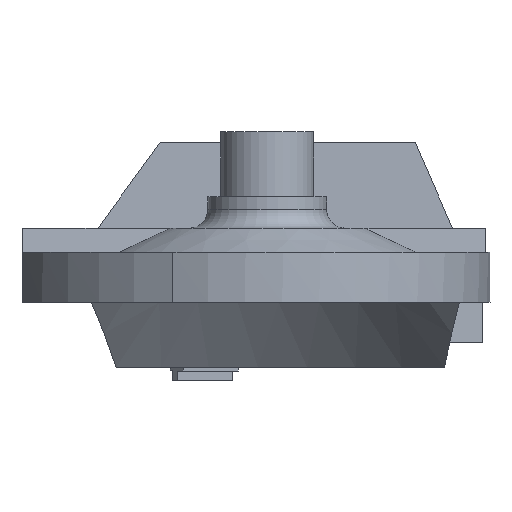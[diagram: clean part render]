
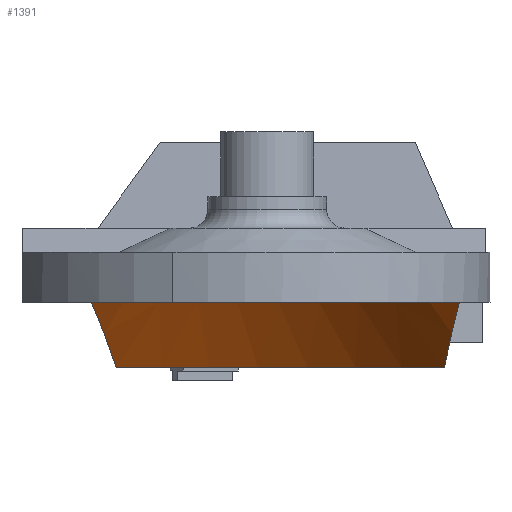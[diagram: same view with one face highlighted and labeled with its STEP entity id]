
A CAD part, left-side view. The second image highlights one B-rep face of the part: STEP entity #1391.
In plain terms, the highlighted conical face has half-angle 40 degrees and reference radius 140 mm.
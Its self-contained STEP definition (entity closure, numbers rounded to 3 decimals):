
#38 = CARTESIAN_POINT ( 'NONE',  ( 106.122, -101.401, -3.078 ) ) ;
#82 = CARTESIAN_POINT ( 'NONE',  ( 126.41, 87.869, -11.624 ) ) ;
#101 = CARTESIAN_POINT ( 'NONE',  ( 121.52, 89.309, -7.863 ) ) ;
#130 = CARTESIAN_POINT ( 'NONE',  ( 115.722, 91.016, -3.611 ) ) ;
#165 = CARTESIAN_POINT ( 'NONE',  ( 94.289, -103.487, 5. ) ) ;
#243 = ORIENTED_EDGE ( 'NONE', *, *, #2516, .T. ) ;
#311 = CARTESIAN_POINT ( 'NONE',  ( 127.154, 87.65, -12.204 ) ) ;
#345 = CARTESIAN_POINT ( 'NONE',  ( 114.919, 91.253, -3.036 ) ) ;
#441 = B_SPLINE_CURVE_WITH_KNOTS ( 'NONE', 3,
 ( #2702, #1810, #1842, #2054, #1220, #1794, #311, #2655, #1605, #765, #571, #82, #2688, #1423, #101, #2489, #1856, #130, #2279, #2081, #963, #510, #1631, #345, #751, #1173, #2235 ),
 .UNSPECIFIED., .F., .F.,
 ( 4, 1, 1, 1, 1, 1, 1, 1, 1, 2, 2, 1, 1, 1, 1, 1, 1, 1, 2, 2, 4 ),
 ( 0., 0.25, 0.375, 0.437, 0.469, 0.484, 0.492, 0.496, 0.498, 0.499, 0.5, 0.625, 0.687, 0.719, 0.734, 0.742, 0.746, 0.748, 0.749, 0.75, 1. ),
 .UNSPECIFIED. ) ;
#453 = CARTESIAN_POINT ( 'NONE',  ( 117.491, -99.396, -11.559 ) ) ;
#459 = AXIS2_PLACEMENT_3D ( 'NONE', #1773, #2635, #1349 ) ;
#481 = CARTESIAN_POINT ( 'NONE',  ( 117.599, -99.377, -11.643 ) ) ;
#510 = CARTESIAN_POINT ( 'NONE',  ( 114.962, 91.24, -3.066 ) ) ;
#571 = CARTESIAN_POINT ( 'NONE',  ( 126.438, 87.86, -11.646 ) ) ;
#696 = CARTESIAN_POINT ( 'NONE',  ( 132.162, -96.809, -23.284 ) ) ;
#708 = CARTESIAN_POINT ( 'NONE',  ( 105.711, -101.473, -2.784 ) ) ;
#723 = CARTESIAN_POINT ( 'NONE',  ( 96.219, -103.147, 3.75 ) ) ;
#751 = CARTESIAN_POINT ( 'NONE',  ( 110.868, 92.446, -0.139 ) ) ;
#760 = CARTESIAN_POINT ( 'NONE',  ( 0., 0., -30. ) ) ;
#765 = CARTESIAN_POINT ( 'NONE',  ( 126.479, 87.848, -11.678 ) ) ;
#903 = CARTESIAN_POINT ( 'NONE',  ( 124.758, -98.115, -17.193 ) ) ;
#937 = CARTESIAN_POINT ( 'NONE',  ( 104.387, -101.707, -1.843 ) ) ;
#946 = ORIENTED_EDGE ( 'NONE', *, *, #2159, .T. ) ;
#950 = CARTESIAN_POINT ( 'NONE',  ( 103.073, 94.741, 5. ) ) ;
#963 = CARTESIAN_POINT ( 'NONE',  ( 115.006, 91.227, -3.098 ) ) ;
#999 = B_SPLINE_CURVE_WITH_KNOTS ( 'NONE', 3,
 ( #1981, #723, #2222, #1745, #937, #1348, #708, #1799, #1151, #1787, #38, #1364, #2015, #2203, #1591, #2405, #1093, #1105, #453, #481, #2648, #1134, #1959, #903, #696, #2451 ),
 .UNSPECIFIED., .F., .F.,
 ( 4, 1, 1, 1, 1, 1, 1, 1, 2, 2, 1, 1, 1, 1, 1, 1, 1, 2, 2, 4 ),
 ( 0., 0.125, 0.188, 0.219, 0.234, 0.242, 0.246, 0.248, 0.249, 0.25, 0.375, 0.438, 0.469, 0.484, 0.492, 0.496, 0.498, 0.499, 0.5, 1. ),
 .UNSPECIFIED. ) ;
#1093 = CARTESIAN_POINT ( 'NONE',  ( 116.845, -99.51, -11.06 ) ) ;
#1105 = CARTESIAN_POINT ( 'NONE',  ( 117.275, -99.434, -11.393 ) ) ;
#1134 = CARTESIAN_POINT ( 'NONE',  ( 117.676, -99.363, -11.702 ) ) ;
#1137 = VERTEX_POINT ( 'NONE', #2690 ) ;
#1151 = CARTESIAN_POINT ( 'NONE',  ( 106.043, -101.415, -3.022 ) ) ;
#1165 = DIRECTION ( 'NONE',  ( -1., 0., 0. ) ) ;
#1173 = CARTESIAN_POINT ( 'NONE',  ( 106.924, 93.607, 2.536 ) ) ;
#1187 = AXIS2_PLACEMENT_3D ( 'NONE', #760, #2470, #2230 ) ;
#1209 = FACE_OUTER_BOUND ( 'NONE', #1444, .T. ) ;
#1220 = CARTESIAN_POINT ( 'NONE',  ( 129.481, 86.964, -14.035 ) ) ;
#1299 = EDGE_CURVE ( 'NONE', #2580, #2066, #999, .T. ) ;
#1348 = CARTESIAN_POINT ( 'NONE',  ( 105.269, -101.551, -2.469 ) ) ;
#1349 = DIRECTION ( 'NONE',  ( 1., 0., 0. ) ) ;
#1364 = CARTESIAN_POINT ( 'NONE',  ( 106.139, -101.398, -3.09 ) ) ;
#1391 = ADVANCED_FACE ( 'NONE', ( #1209 ), #1461, .F. ) ;
#1423 = CARTESIAN_POINT ( 'NONE',  ( 124.424, 88.454, -10.079 ) ) ;
#1444 = EDGE_LOOP ( 'NONE', ( #243, #2024, #946, #2679 ) ) ;
#1461 = CONICAL_SURFACE ( 'NONE', #1866, 140., 0.698 ) ;
#1591 = CARTESIAN_POINT ( 'NONE',  ( 114.276, -99.963, -9.091 ) ) ;
#1605 = CARTESIAN_POINT ( 'NONE',  ( 126.575, 87.82, -11.753 ) ) ;
#1631 = CARTESIAN_POINT ( 'NONE',  ( 114.933, 91.249, -3.046 ) ) ;
#1636 = DIRECTION ( 'NONE',  ( 0., 0., -1. ) ) ;
#1745 = CARTESIAN_POINT ( 'NONE',  ( 102.631, -102.016, -0.606 ) ) ;
#1773 = CARTESIAN_POINT ( 'NONE',  ( 0., 0., 5. ) ) ;
#1785 = EDGE_CURVE ( 'NONE', #1137, #2506, #441, .T. ) ;
#1787 = CARTESIAN_POINT ( 'NONE',  ( 106.09, -101.406, -3.056 ) ) ;
#1794 = CARTESIAN_POINT ( 'NONE',  ( 127.927, 87.422, -12.81 ) ) ;
#1799 = CARTESIAN_POINT ( 'NONE',  ( 105.932, -101.434, -2.942 ) ) ;
#1810 = CARTESIAN_POINT ( 'NONE',  ( 144.682, 82.488, -26.606 ) ) ;
#1842 = CARTESIAN_POINT ( 'NONE',  ( 139.007, 84.159, -21.76 ) ) ;
#1856 = CARTESIAN_POINT ( 'NONE',  ( 116.543, 90.775, -4.203 ) ) ;
#1866 = AXIS2_PLACEMENT_3D ( 'NONE', #2478, #1636, #1165 ) ;
#1950 = CARTESIAN_POINT ( 'NONE',  ( 139.916, -95.442, -30. ) ) ;
#1959 = CARTESIAN_POINT ( 'NONE',  ( 117.693, -99.36, -11.716 ) ) ;
#1981 = CARTESIAN_POINT ( 'NONE',  ( 94.289, -103.487, 5. ) ) ;
#2015 = CARTESIAN_POINT ( 'NONE',  ( 108.032, -101.064, -4.448 ) ) ;
#2024 = ORIENTED_EDGE ( 'NONE', *, *, #1785, .F. ) ;
#2054 = CARTESIAN_POINT ( 'NONE',  ( 132.618, 86.04, -16.538 ) ) ;
#2066 = VERTEX_POINT ( 'NONE', #1950 ) ;
#2081 = CARTESIAN_POINT ( 'NONE',  ( 115.108, 91.197, -3.171 ) ) ;
#2159 = EDGE_CURVE ( 'NONE', #1137, #2066, #2396, .T. ) ;
#2203 = CARTESIAN_POINT ( 'NONE',  ( 110.886, -100.561, -6.536 ) ) ;
#2222 = CARTESIAN_POINT ( 'NONE',  ( 99.15, -102.63, 1.801 ) ) ;
#2230 = DIRECTION ( 'NONE',  ( -1., 0., 0. ) ) ;
#2235 = CARTESIAN_POINT ( 'NONE',  ( 103.073, 94.741, 5. ) ) ;
#2279 = CARTESIAN_POINT ( 'NONE',  ( 115.312, 91.137, -3.317 ) ) ;
#2396 = CIRCLE ( 'NONE', #1187, 169.368 ) ;
#2401 = CIRCLE ( 'NONE', #459, 140. ) ;
#2405 = CARTESIAN_POINT ( 'NONE',  ( 115.986, -99.661, -10.399 ) ) ;
#2451 = CARTESIAN_POINT ( 'NONE',  ( 139.916, -95.442, -30. ) ) ;
#2470 = DIRECTION ( 'NONE',  ( 0., 0., -1. ) ) ;
#2478 = CARTESIAN_POINT ( 'NONE',  ( 0., 0., 5. ) ) ;
#2489 = CARTESIAN_POINT ( 'NONE',  ( 118.192, 90.289, -5.403 ) ) ;
#2506 = VERTEX_POINT ( 'NONE', #950 ) ;
#2516 = EDGE_CURVE ( 'NONE', #2580, #2506, #2401, .T. ) ;
#2580 = VERTEX_POINT ( 'NONE', #165 ) ;
#2635 = DIRECTION ( 'NONE',  ( 0., 0., 1. ) ) ;
#2648 = CARTESIAN_POINT ( 'NONE',  ( 117.645, -99.369, -11.679 ) ) ;
#2655 = CARTESIAN_POINT ( 'NONE',  ( 126.768, 87.763, -11.903 ) ) ;
#2679 = ORIENTED_EDGE ( 'NONE', *, *, #1299, .F. ) ;
#2688 = CARTESIAN_POINT ( 'NONE',  ( 126.398, 87.872, -11.615 ) ) ;
#2690 = CARTESIAN_POINT ( 'NONE',  ( 148.554, 81.347, -30. ) ) ;
#2702 = CARTESIAN_POINT ( 'NONE',  ( 148.554, 81.347, -30. ) ) ;
